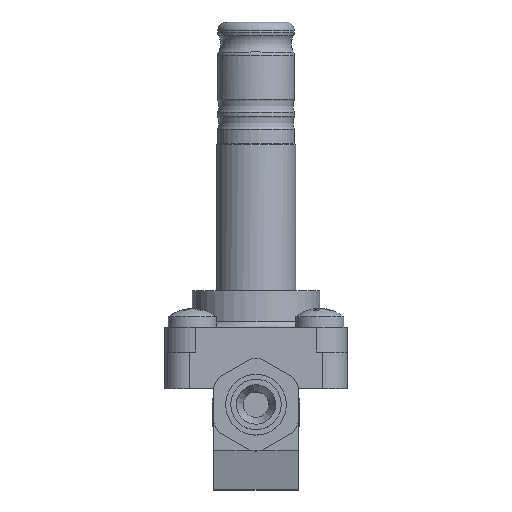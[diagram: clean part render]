
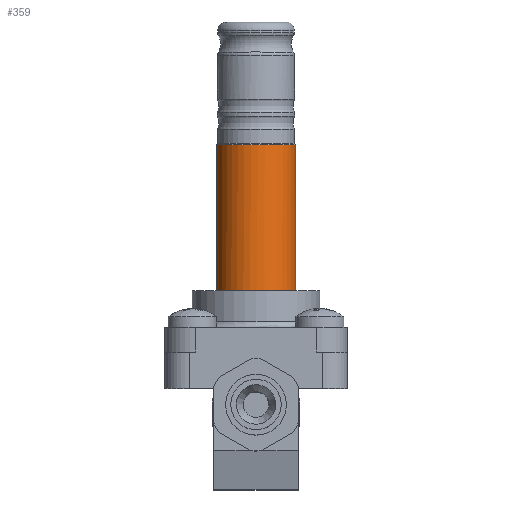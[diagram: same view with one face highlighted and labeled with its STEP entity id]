
A CAD part, top view. The second image highlights one B-rep face of the part: STEP entity #359.
In plain terms, the highlighted cylindrical face has radius 6.55 mm (diameter 13.1 mm), a full revolution.
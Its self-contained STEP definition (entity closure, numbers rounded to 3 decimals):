
#309=CARTESIAN_POINT('',(-0.764,13.453,48.));
#310=DIRECTION('',(0.,-1.,-0.));
#311=DIRECTION('',(-0.538,0.,-0.843));
#312=AXIS2_PLACEMENT_3D('',#309,#310,#311);
#313=CYLINDRICAL_SURFACE('',#312,6.55);
#314=CARTESIAN_POINT('',(-4.289,18.853,42.479));
#315=VERTEX_POINT('',#314);
#316=CARTESIAN_POINT('',(-4.289,42.953,42.479));
#317=VERTEX_POINT('',#316);
#318=CARTESIAN_POINT('',(-4.289,18.853,42.479));
#319=DIRECTION('',(-0.,1.,-0.));
#320=VECTOR('',#319,24.1);
#321=LINE('',#318,#320);
#322=EDGE_CURVE('',#315,#317,#321,.T.);
#323=ORIENTED_EDGE('',*,*,#322,.T.);
#324=CARTESIAN_POINT('',(2.761,42.953,53.521));
#325=VERTEX_POINT('',#324);
#326=CARTESIAN_POINT('',(-0.764,42.953,48.));
#327=DIRECTION('',(0.,-1.,-0.));
#328=DIRECTION('',(-0.538,0.,-0.843));
#329=AXIS2_PLACEMENT_3D('',#326,#327,#328);
#330=CIRCLE('',#329,6.55);
#331=EDGE_CURVE('NONE',#317,#325,#330,.T.);
#332=ORIENTED_EDGE('',*,*,#331,.T.);
#333=CARTESIAN_POINT('',(-0.764,42.953,48.));
#334=DIRECTION('',(0.,-1.,-0.));
#335=DIRECTION('',(-0.538,0.,-0.843));
#336=AXIS2_PLACEMENT_3D('',#333,#334,#335);
#337=CIRCLE('',#336,6.55);
#338=EDGE_CURVE('NONE',#325,#317,#337,.T.);
#339=ORIENTED_EDGE('',*,*,#338,.T.);
#340=ORIENTED_EDGE('',*,*,#322,.F.);
#341=CARTESIAN_POINT('',(-0.764,18.853,41.45));
#342=VERTEX_POINT('',#341);
#343=CARTESIAN_POINT('',(-0.764,18.853,48.));
#344=DIRECTION('',(-0.,1.,-0.));
#345=DIRECTION('',(0.,0.,-1.));
#346=AXIS2_PLACEMENT_3D('',#343,#344,#345);
#347=CIRCLE('',#346,6.55);
#348=EDGE_CURVE('NONE',#315,#342,#347,.T.);
#349=ORIENTED_EDGE('',*,*,#348,.T.);
#350=CARTESIAN_POINT('',(-0.764,18.853,48.));
#351=DIRECTION('',(-0.,1.,-0.));
#352=DIRECTION('',(0.,0.,-1.));
#353=AXIS2_PLACEMENT_3D('',#350,#351,#352);
#354=CIRCLE('',#353,6.55);
#355=EDGE_CURVE('NONE',#342,#315,#354,.T.);
#356=ORIENTED_EDGE('',*,*,#355,.T.);
#357=EDGE_LOOP('',(#323,#332,#339,#340,#349,#356));
#358=FACE_BOUND('',#357,.T.);
#359=ADVANCED_FACE('',(#358),#313,.T.);
